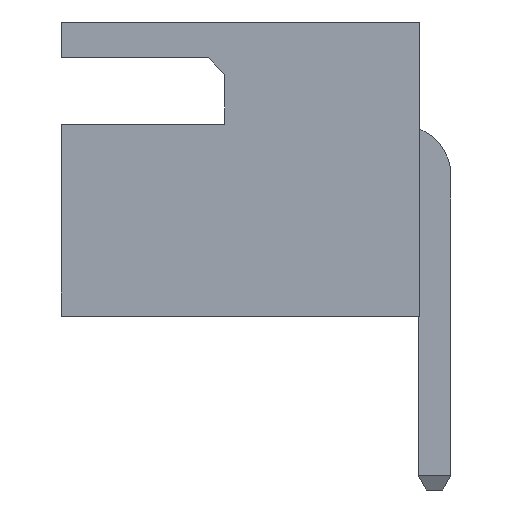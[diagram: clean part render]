
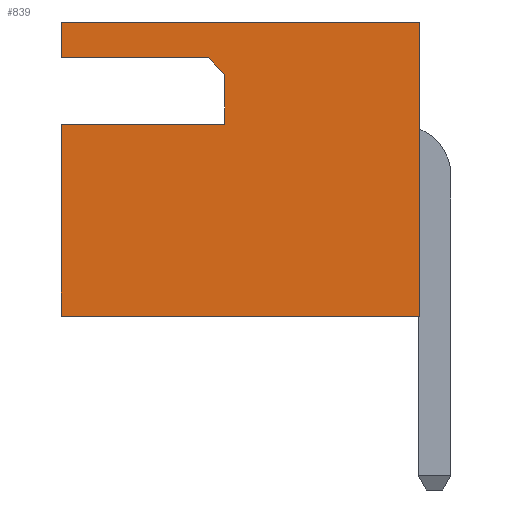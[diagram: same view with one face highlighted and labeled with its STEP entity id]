
A CAD part, left-side view. The second image highlights one B-rep face of the part: STEP entity #839.
In plain terms, the highlighted planar face has unit normal (-1, 0, 0).
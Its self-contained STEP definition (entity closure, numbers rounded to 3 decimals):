
#839=ADVANCED_FACE('',(#1718),#1720,.T.);
#1718=FACE_BOUND('',#1719,.T.);
#1719=EDGE_LOOP('',(#2446,#2447,#2448,#2449,#2450,#2451,#2452,#2453,#2454));
#1720=PLANE('',#1721);
#1721=AXIS2_PLACEMENT_3D('',#1722,#1723,#1724);
#1722=CARTESIAN_POINT('',(-22.55,0.3,0.));
#1723=DIRECTION('',(-1.,0.,0.));
#1724=DIRECTION('',(0.,0.,1.));
#2446=ORIENTED_EDGE('',*,*,#2910,.T.);
#2447=ORIENTED_EDGE('',*,*,#2911,.T.);
#2448=ORIENTED_EDGE('',*,*,#2912,.F.);
#2449=ORIENTED_EDGE('',*,*,#2846,.F.);
#2450=ORIENTED_EDGE('',*,*,#2864,.T.);
#2451=ORIENTED_EDGE('',*,*,#2902,.T.);
#2452=ORIENTED_EDGE('',*,*,#2913,.F.);
#2453=ORIENTED_EDGE('',*,*,#2914,.T.);
#2454=ORIENTED_EDGE('',*,*,#2915,.T.);
#2846=EDGE_CURVE('',#3246,#3248,#3249,.T.);
#2864=EDGE_CURVE('',#3246,#3273,#3275,.T.);
#2902=EDGE_CURVE('',#3273,#3331,#3333,.T.);
#2910=EDGE_CURVE('',#3341,#3342,#3343,.F.);
#2911=EDGE_CURVE('',#3342,#3344,#3345,.F.);
#2912=EDGE_CURVE('',#3248,#3344,#3346,.T.);
#2913=EDGE_CURVE('',#3347,#3331,#3348,.T.);
#2914=EDGE_CURVE('',#3347,#3349,#3350,.F.);
#2915=EDGE_CURVE('',#3349,#3341,#3351,.F.);
#3246=VERTEX_POINT('',#3973);
#3248=VERTEX_POINT('',#3977);
#3249=LINE('',#3978,#3979);
#3273=VERTEX_POINT('',#4036);
#3275=LINE('',#4040,#4041);
#3331=VERTEX_POINT('',#4170);
#3333=LINE('',#4174,#4175);
#3341=VERTEX_POINT('',#4198);
#3342=VERTEX_POINT('',#4199);
#3343=LINE('',#4200,#4201);
#3344=VERTEX_POINT('',#4203);
#3345=LINE('',#4204,#4205);
#3346=LINE('',#4207,#4208);
#3347=VERTEX_POINT('',#4210);
#3348=LINE('',#4211,#4212);
#3349=VERTEX_POINT('',#4214);
#3350=LINE('',#4215,#4216);
#3351=LINE('',#4218,#4219);
#3973=CARTESIAN_POINT('',(-22.55,0.3,0.));
#3977=CARTESIAN_POINT('',(-22.55,7.3,0.));
#3978=CARTESIAN_POINT('',(-22.55,0.3,0.));
#3979=VECTOR('',#3980,1.);
#3980=DIRECTION('',(0.,1.,0.));
#4036=CARTESIAN_POINT('',(-22.55,0.3,5.75));
#4040=CARTESIAN_POINT('',(-22.55,0.3,0.));
#4041=VECTOR('',#4042,1.);
#4042=DIRECTION('',(0.,0.,1.));
#4170=CARTESIAN_POINT('',(-22.55,7.3,5.75));
#4174=CARTESIAN_POINT('',(-22.55,0.3,5.75));
#4175=VECTOR('',#4176,1.);
#4176=DIRECTION('',(0.,1.,0.));
#4198=CARTESIAN_POINT('',(-22.55,4.1,4.725));
#4199=CARTESIAN_POINT('',(-22.55,4.1,3.75));
#4200=CARTESIAN_POINT('',(-22.55,4.1,3.75));
#4201=VECTOR('',#4202,1.);
#4202=DIRECTION('',(0.,0.,1.));
#4203=CARTESIAN_POINT('',(-22.55,7.3,3.75));
#4204=CARTESIAN_POINT('',(-22.55,7.3,3.75));
#4205=VECTOR('',#4206,1.);
#4206=DIRECTION('',(0.,-1.,0.));
#4207=CARTESIAN_POINT('',(-22.55,7.3,0.));
#4208=VECTOR('',#4209,1.);
#4209=DIRECTION('',(0.,0.,1.));
#4210=CARTESIAN_POINT('',(-22.55,7.3,5.05));
#4211=CARTESIAN_POINT('',(-22.55,7.3,5.05));
#4212=VECTOR('',#4213,1.);
#4213=DIRECTION('',(0.,0.,1.));
#4214=CARTESIAN_POINT('',(-22.55,4.425,5.05));
#4215=CARTESIAN_POINT('',(-22.55,4.425,5.05));
#4216=VECTOR('',#4217,1.);
#4217=DIRECTION('',(0.,1.,0.));
#4218=CARTESIAN_POINT('',(-22.55,4.1,4.725));
#4219=VECTOR('',#4220,1.);
#4220=DIRECTION('',(0.,0.707,0.707));
